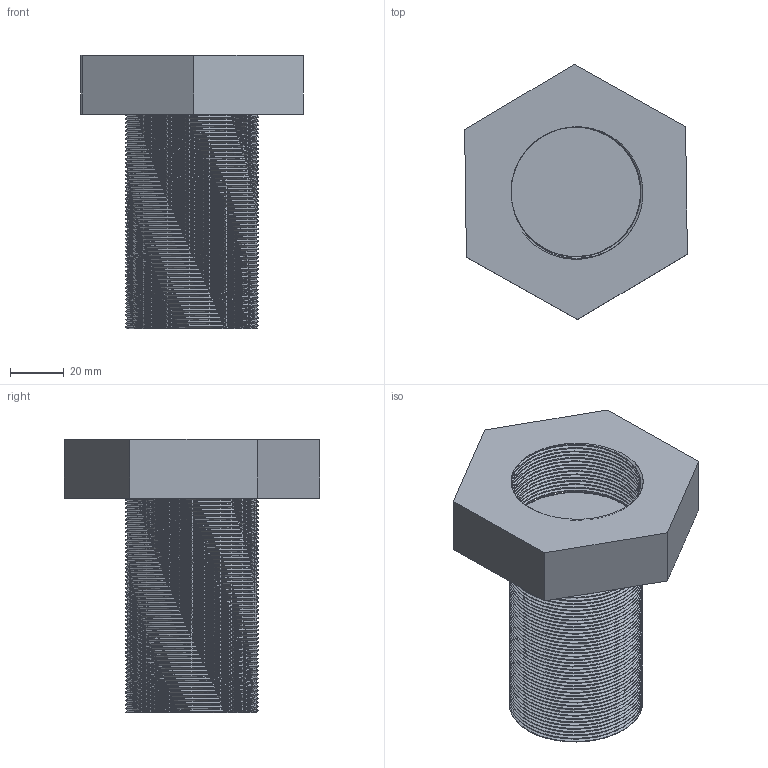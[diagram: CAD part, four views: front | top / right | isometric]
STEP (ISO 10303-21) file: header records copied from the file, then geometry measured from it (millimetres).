
FILE_DESCRIPTION(/* description */ ('','CAx-IF Rec.Pracs.---Representation and Presentation of Product Manufacturing Information (PMI)---4.0---2014-10-13'),/* implementation_level */ '2;1');
FILE_NAME(/* name */ 'Parameric design v1.step',/* time_stamp */ '2025-03-17T22:58:51+03:00',/* author */ (''),/* organization */ (''),/* preprocessor_version */ 'ST-DEVELOPER v20',/* originating_system */ 'Autodesk Translation Framework v13.20.0.188',/* authorisation */ '');
FILE_SCHEMA (('AP242_MANAGED_MODEL_BASED_3D_ENGINEERING_MIM_LF { 1 0 10303 442 1 1 4 }'));
Length unit declared in the file: millimetre
Products named in the file (1): Parameric design
Bounding box: 83.15 x 95.25 x 102 mm (x, y, z)
Volume: 237125.1 mm3; surface area: 43899.2 mm2
Topology: 2 solids, 2 shells, 155 faces, 453 edges, 302 vertices
Faces by surface type: cylinder 141, plane 10, bspline 4
Full cylindrical faces by diameter (mm): 48.127 x52, 48.526 x14, 49.85 x53, 50.214 x14
Entity records: 19517 total; most frequent: CARTESIAN_POINT 15946, ORIENTED_EDGE 906, DIRECTION 477, EDGE_CURVE 453, VERTEX_POINT 302, B_SPLINE_CURVE_WITH_KNOTS 289, AXIS2_PLACEMENT_3D 161, EDGE_LOOP 157
